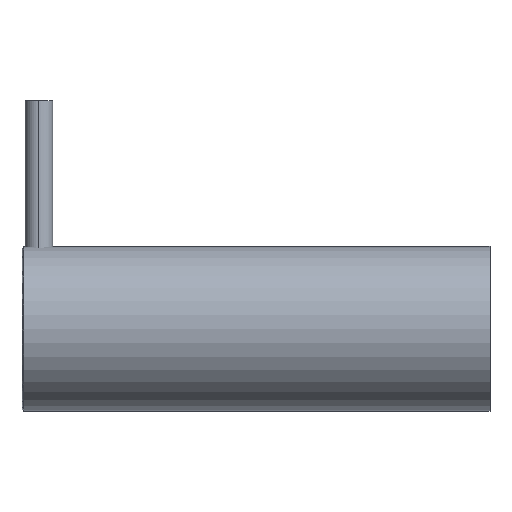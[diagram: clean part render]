
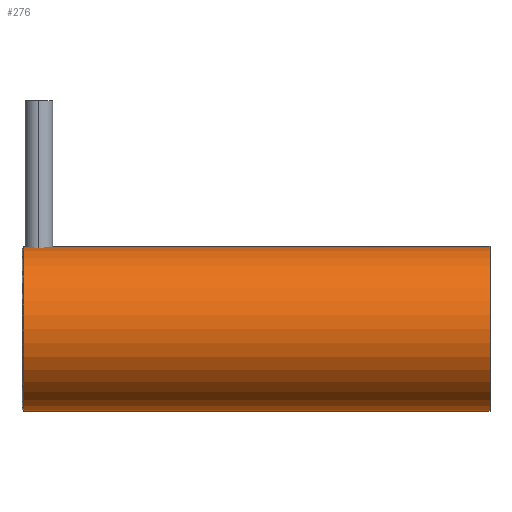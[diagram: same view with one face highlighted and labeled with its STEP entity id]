
A CAD part, left-side view. The second image highlights one B-rep face of the part: STEP entity #276.
In plain terms, the highlighted cylindrical face has radius 44.05 mm (diameter 88.1 mm), a partial arc.
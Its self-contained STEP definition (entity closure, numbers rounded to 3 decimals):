
#4 = CARTESIAN_POINT ( 'NONE',  ( -2.045, 234.985, 44.003 ) ) ;
#32 = DIRECTION ( 'NONE',  ( 0., 0., 1. ) ) ;
#36 = CYLINDRICAL_SURFACE ( 'NONE', #587, 44.05 ) ;
#45 = VERTEX_POINT ( 'NONE', #248 ) ;
#48 = CIRCLE ( 'NONE', #115, 44.05 ) ;
#49 = CARTESIAN_POINT ( 'NONE',  ( -2.809, 235.301, 43.961 ) ) ;
#63 = CARTESIAN_POINT ( 'NONE',  ( -0.827, 234.69, 44.044 ) ) ;
#99 = DIRECTION ( 'NONE',  ( 0., -1., 0. ) ) ;
#105 = CARTESIAN_POINT ( 'NONE',  ( 0., 0., 0. ) ) ;
#108 = CARTESIAN_POINT ( 'NONE',  ( -6.186, 242.45, 43.614 ) ) ;
#115 = AXIS2_PLACEMENT_3D ( 'NONE', #781, #657, #599 ) ;
#119 = CARTESIAN_POINT ( 'NONE',  ( -4.196, 245.784, 43.851 ) ) ;
#125 = CARTESIAN_POINT ( 'NONE',  ( -3.355, 235.605, 43.922 ) ) ;
#134 = CARTESIAN_POINT ( 'NONE',  ( 0., 0., 44.05 ) ) ;
#163 = EDGE_CURVE ( 'NONE', #465, #766, #296, .T. ) ;
#169 = CARTESIAN_POINT ( 'NONE',  ( -1.441, 247.188, 44.027 ) ) ;
#170 = ORIENTED_EDGE ( 'NONE', *, *, #567, .F. ) ;
#173 = CARTESIAN_POINT ( 'NONE',  ( 0., 234.65, 44.05 ) ) ;
#174 = VERTEX_POINT ( 'NONE', #375 ) ;
#199 = LINE ( 'NONE', #750, #555 ) ;
#212 = CARTESIAN_POINT ( 'NONE',  ( -0.419, 247.35, 44.05 ) ) ;
#226 = CARTESIAN_POINT ( 'NONE',  ( -6.309, 240.167, 43.596 ) ) ;
#227 = ORIENTED_EDGE ( 'NONE', *, *, #275, .T. ) ;
#229 = CARTESIAN_POINT ( 'NONE',  ( 0., 250., 0. ) ) ;
#231 = CARTESIAN_POINT ( 'NONE',  ( -3.18, 246.512, 43.936 ) ) ;
#232 = CARTESIAN_POINT ( 'NONE',  ( -6.35, 241., 43.59 ) ) ;
#235 = CARTESIAN_POINT ( 'NONE',  ( -5.943, 243.246, 43.647 ) ) ;
#247 = CARTESIAN_POINT ( 'NONE',  ( -5.705, 238.181, 43.679 ) ) ;
#248 = CARTESIAN_POINT ( 'NONE',  ( 0., 249., -44.05 ) ) ;
#274 = DIRECTION ( 'NONE',  ( 0., 0., -1. ) ) ;
#275 = EDGE_CURVE ( 'NONE', #514, #778, #481, .T. ) ;
#276 = ADVANCED_FACE ( 'NONE', ( #585 ), #36, .T. ) ;
#283 = CARTESIAN_POINT ( 'NONE',  ( -3.87, 246.051, 43.881 ) ) ;
#288 = ORIENTED_EDGE ( 'NONE', *, *, #655, .T. ) ;
#292 = CARTESIAN_POINT ( 'NONE',  ( -2.24, 246.945, 43.993 ) ) ;
#293 = EDGE_LOOP ( 'NONE', ( #419, #482, #288, #227, #170, #538, #338 ) ) ;
#296 = B_SPLINE_CURVE_WITH_KNOTS ( 'NONE', 3,
 ( #385, #212, #777, #169, #658, #537, #292, #486, #231, #283, #119, #721, #532, #542, #716, #235, #728, #469, #108, #478, #654, #406 ),
 .UNSPECIFIED., .F., .F.,
 ( 4, 2, 2, 2, 2, 2, 2, 2, 2, 2, 4 ),
 ( 0.03, 0.031, 0.032, 0.032, 0.034, 0.035, 0.036, 0.037, 0.038, 0.039, 0.04 ),
 .UNSPECIFIED. ) ;
#298 = LINE ( 'NONE', #536, #317 ) ;
#305 = CARTESIAN_POINT ( 'NONE',  ( -4.781, 236.801, 43.791 ) ) ;
#308 = CARTESIAN_POINT ( 'NONE',  ( -6.137, 239.356, 43.62 ) ) ;
#317 = VECTOR ( 'NONE', #361, 1000. ) ;
#338 = ORIENTED_EDGE ( 'NONE', *, *, #163, .F. ) ;
#341 = DIRECTION ( 'NONE',  ( 0., 1., 0. ) ) ;
#358 = CARTESIAN_POINT ( 'NONE',  ( 0., 0., -44.05 ) ) ;
#361 = DIRECTION ( 'NONE',  ( 0., -1., 0. ) ) ;
#365 = CARTESIAN_POINT ( 'NONE',  ( -5.049, 237.127, 43.76 ) ) ;
#375 = CARTESIAN_POINT ( 'NONE',  ( 0., 249., 44.05 ) ) ;
#385 = CARTESIAN_POINT ( 'NONE',  ( 0., 247.35, 44.05 ) ) ;
#386 = CARTESIAN_POINT ( 'NONE',  ( 0., 234.65, 44.05 ) ) ;
#392 = CARTESIAN_POINT ( 'NONE',  ( 0., 250., 44.05 ) ) ;
#406 = CARTESIAN_POINT ( 'NONE',  ( -6.35, 241., 43.59 ) ) ;
#407 = CARTESIAN_POINT ( 'NONE',  ( -2.435, 235.124, 43.984 ) ) ;
#419 = ORIENTED_EDGE ( 'NONE', *, *, #726, .F. ) ;
#423 = CARTESIAN_POINT ( 'NONE',  ( -5.51, 237.817, 43.705 ) ) ;
#428 = CARTESIAN_POINT ( 'NONE',  ( -1.443, 234.812, 44.027 ) ) ;
#434 = CARTESIAN_POINT ( 'NONE',  ( -6.35, 241., 43.59 ) ) ;
#446 = DIRECTION ( 'NONE',  ( 0., -1., 0. ) ) ;
#465 = VERTEX_POINT ( 'NONE', #789 ) ;
#469 = CARTESIAN_POINT ( 'NONE',  ( -6.134, 242.654, 43.621 ) ) ;
#471 = CARTESIAN_POINT ( 'NONE',  ( -5.945, 238.758, 43.647 ) ) ;
#478 = CARTESIAN_POINT ( 'NONE',  ( -6.309, 241.835, 43.596 ) ) ;
#481 = CIRCLE ( 'NONE', #586, 44.05 ) ;
#482 = ORIENTED_EDGE ( 'NONE', *, *, #530, .T. ) ;
#486 = CARTESIAN_POINT ( 'NONE',  ( -2.816, 246.707, 43.962 ) ) ;
#492 = CARTESIAN_POINT ( 'NONE',  ( -6.016, 238.956, 43.637 ) ) ;
#514 = VERTEX_POINT ( 'NONE', #358 ) ;
#530 = EDGE_CURVE ( 'NONE', #174, #45, #48, .T. ) ;
#532 = CARTESIAN_POINT ( 'NONE',  ( -5.044, 244.88, 43.761 ) ) ;
#536 = CARTESIAN_POINT ( 'NONE',  ( 0., 250., 44.05 ) ) ;
#537 = CARTESIAN_POINT ( 'NONE',  ( -2.042, 247.016, 44.003 ) ) ;
#538 = ORIENTED_EDGE ( 'NONE', *, *, #782, .F. ) ;
#542 = CARTESIAN_POINT ( 'NONE',  ( -5.508, 244.186, 43.705 ) ) ;
#555 = VECTOR ( 'NONE', #446, 1000. ) ;
#567 = EDGE_CURVE ( 'NONE', #683, #778, #298, .T. ) ;
#585 = FACE_OUTER_BOUND ( 'NONE', #293, .T. ) ;
#586 = AXIS2_PLACEMENT_3D ( 'NONE', #105, #341, #32 ) ;
#587 = AXIS2_PLACEMENT_3D ( 'NONE', #229, #99, #274 ) ;
#599 = DIRECTION ( 'NONE',  ( 0., 0., 1. ) ) ;
#602 = CARTESIAN_POINT ( 'NONE',  ( -6.35, 240.58, 43.59 ) ) ;
#641 = DIRECTION ( 'NONE',  ( 0., -1., 0. ) ) ;
#654 = CARTESIAN_POINT ( 'NONE',  ( -6.35, 241.42, 43.59 ) ) ;
#655 = EDGE_CURVE ( 'NONE', #45, #514, #199, .T. ) ;
#657 = DIRECTION ( 'NONE',  ( 0., -1., 0. ) ) ;
#658 = CARTESIAN_POINT ( 'NONE',  ( -1.643, 247.137, 44.02 ) ) ;
#676 = CARTESIAN_POINT ( 'NONE',  ( -0.415, 234.65, 44.05 ) ) ;
#682 = CARTESIAN_POINT ( 'NONE',  ( -6.187, 239.557, 43.613 ) ) ;
#683 = VERTEX_POINT ( 'NONE', #386 ) ;
#686 = B_SPLINE_CURVE_WITH_KNOTS ( 'NONE', 3,
 ( #232, #602, #226, #682, #308, #492, #471, #247, #423, #365, #305, #731, #735, #125, #773, #49, #407, #4, #742, #428, #63, #676, #173 ),
 .UNSPECIFIED., .F., .F.,
 ( 4, 2, 2, 2, 2, 2, 2, 2, 1, 2, 2, 4 ),
 ( 0., 0.001, 0.002, 0.002, 0.004, 0.005, 0.006, 0.007, 0.007, 0.008, 0.009, 0.01 ),
 .UNSPECIFIED. ) ;
#716 = CARTESIAN_POINT ( 'NONE',  ( -5.705, 243.819, 43.679 ) ) ;
#721 = CARTESIAN_POINT ( 'NONE',  ( -4.781, 245.2, 43.791 ) ) ;
#726 = EDGE_CURVE ( 'NONE', #174, #465, #755, .T. ) ;
#728 = CARTESIAN_POINT ( 'NONE',  ( -6.013, 243.052, 43.638 ) ) ;
#731 = CARTESIAN_POINT ( 'NONE',  ( -4.196, 236.216, 43.851 ) ) ;
#735 = CARTESIAN_POINT ( 'NONE',  ( -3.876, 235.953, 43.881 ) ) ;
#742 = CARTESIAN_POINT ( 'NONE',  ( -1.647, 234.864, 44.02 ) ) ;
#750 = CARTESIAN_POINT ( 'NONE',  ( 0., 250., -44.05 ) ) ;
#755 = LINE ( 'NONE', #392, #776 ) ;
#766 = VERTEX_POINT ( 'NONE', #434 ) ;
#773 = CARTESIAN_POINT ( 'NONE',  ( -3.175, 235.497, 43.936 ) ) ;
#776 = VECTOR ( 'NONE', #641, 1000. ) ;
#777 = CARTESIAN_POINT ( 'NONE',  ( -0.832, 247.309, 44.044 ) ) ;
#778 = VERTEX_POINT ( 'NONE', #134 ) ;
#781 = CARTESIAN_POINT ( 'NONE',  ( 0., 249., 0. ) ) ;
#782 = EDGE_CURVE ( 'NONE', #766, #683, #686, .T. ) ;
#789 = CARTESIAN_POINT ( 'NONE',  ( 0., 247.35, 44.05 ) ) ;
